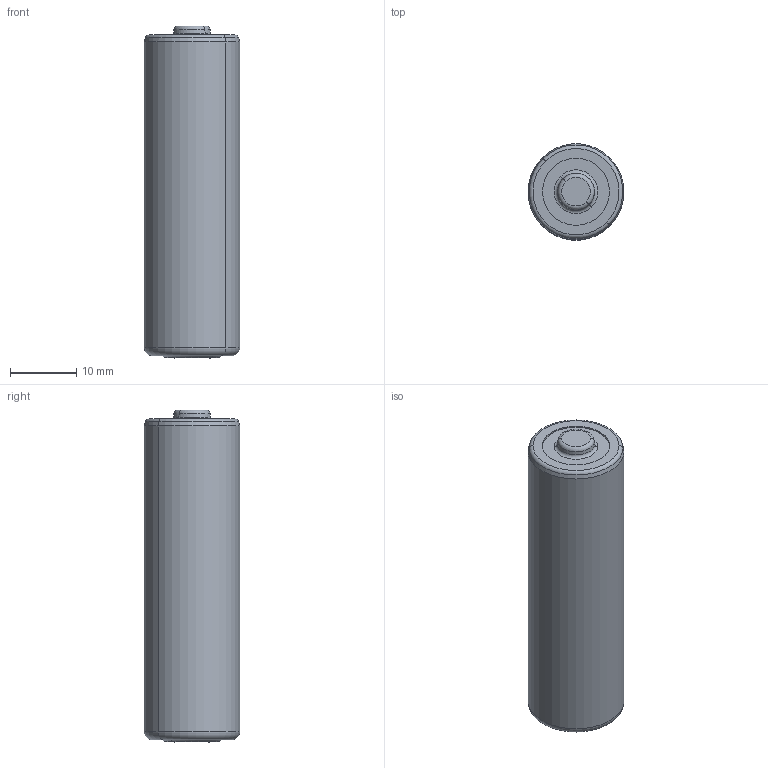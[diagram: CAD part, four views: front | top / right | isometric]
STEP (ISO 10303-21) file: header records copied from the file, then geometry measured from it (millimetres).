
FILE_DESCRIPTION(('Creo Elements/Direct Modeling STEP Export'),'2;1');
FILE_NAME('LS14500.stp','2020-03-11T14:11:57',(''),(''),'Creo Elements/Direct Modeling STEP processor for AP214 (Solid Model)','Creo Elements/Direct Modeling 19.0G 27-Nov-2017 (C) Parametric Technology GmbH','');
FILE_SCHEMA(('AUTOMOTIVE_DESIGN { 1 0 10303 214 1 1 1 1 }'));
Length unit declared in the file: millimetre
Products named in the file (2): LS14500
Assembly tree (1 placements, depth 2):
  LS14500
    LS14500
Bounding box: 14.39 x 14.39 x 50 mm (x, y, z)
Volume: 7928.8 mm3; surface area: 2507 mm2
Topology: 1 solids, 1 shells, 30 faces, 58 edges, 34 vertices
Faces by surface type: torus 12, plane 6, cone 6, cylinder 6
Entity records: 848 total; most frequent: DIRECTION 134, ORIENTED_EDGE 116, CARTESIAN_POINT 107, AXIS2_PLACEMENT_3D 61, EDGE_CURVE 58, VERTEX_POINT 34, EDGE_LOOP 34, FACE_OUTER_BOUND 30
